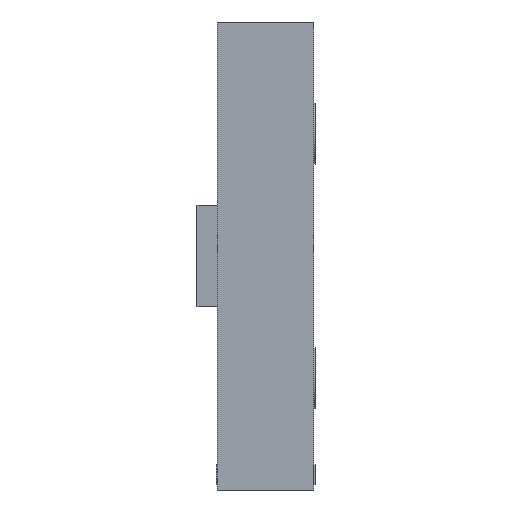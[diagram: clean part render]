
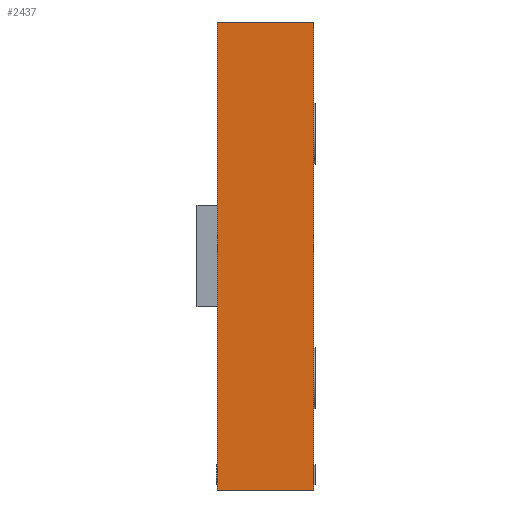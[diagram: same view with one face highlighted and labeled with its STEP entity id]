
A CAD part, left-side view. The second image highlights one B-rep face of the part: STEP entity #2437.
In plain terms, the highlighted planar face has unit normal (-1, 0, 0).
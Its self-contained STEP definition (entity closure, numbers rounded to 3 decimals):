
#101=PLANE('',#2705);
#324=FACE_OUTER_BOUND('',#496,.T.);
#496=EDGE_LOOP('',(#1890,#1891,#1892,#1893));
#674=LINE('',#3785,#920);
#675=LINE('',#3787,#921);
#676=LINE('',#3789,#922);
#677=LINE('',#3790,#923);
#920=VECTOR('',#3125,10.);
#921=VECTOR('',#3126,10.);
#922=VECTOR('',#3127,10.);
#923=VECTOR('',#3128,10.);
#1262=VERTEX_POINT('',#3783);
#1263=VERTEX_POINT('',#3784);
#1264=VERTEX_POINT('',#3786);
#1265=VERTEX_POINT('',#3788);
#1506=EDGE_CURVE('',#1262,#1263,#674,.T.);
#1507=EDGE_CURVE('',#1263,#1264,#675,.T.);
#1508=EDGE_CURVE('',#1265,#1264,#676,.T.);
#1509=EDGE_CURVE('',#1262,#1265,#677,.T.);
#1890=ORIENTED_EDGE('',*,*,#1506,.T.);
#1891=ORIENTED_EDGE('',*,*,#1507,.T.);
#1892=ORIENTED_EDGE('',*,*,#1508,.F.);
#1893=ORIENTED_EDGE('',*,*,#1509,.F.);
#2437=ADVANCED_FACE('',(#324),#101,.T.);
#2705=AXIS2_PLACEMENT_3D('',#3782,#3123,#3124);
#3123=DIRECTION('center_axis',(-1.,0.,0.));
#3124=DIRECTION('ref_axis',(0.,0.,-1.));
#3125=DIRECTION('',(0.,0.,-1.));
#3126=DIRECTION('',(0.,-1.,0.));
#3127=DIRECTION('',(0.,0.,-1.));
#3128=DIRECTION('',(0.,-1.,0.));
#3782=CARTESIAN_POINT('Origin',(-9.925,0.,2.3));
#3783=CARTESIAN_POINT('',(-9.925,0.,2.3));
#3784=CARTESIAN_POINT('',(-9.925,0.,-2.3));
#3785=CARTESIAN_POINT('',(-9.925,0.,2.3));
#3786=CARTESIAN_POINT('',(-9.925,-0.95,-2.3));
#3787=CARTESIAN_POINT('',(-9.925,0.,-2.3));
#3788=CARTESIAN_POINT('',(-9.925,-0.95,2.3));
#3789=CARTESIAN_POINT('',(-9.925,-0.95,2.3));
#3790=CARTESIAN_POINT('',(-9.925,0.,2.3));
